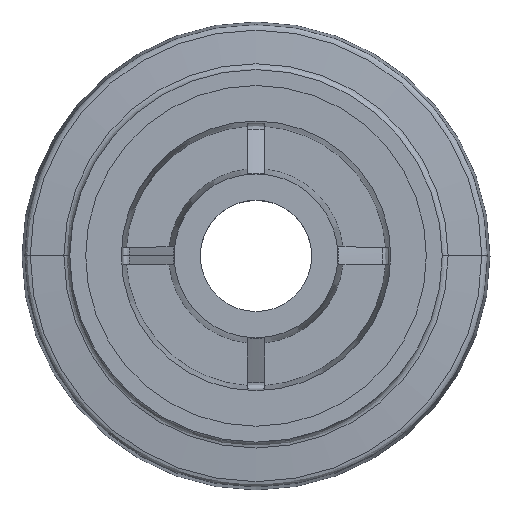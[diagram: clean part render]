
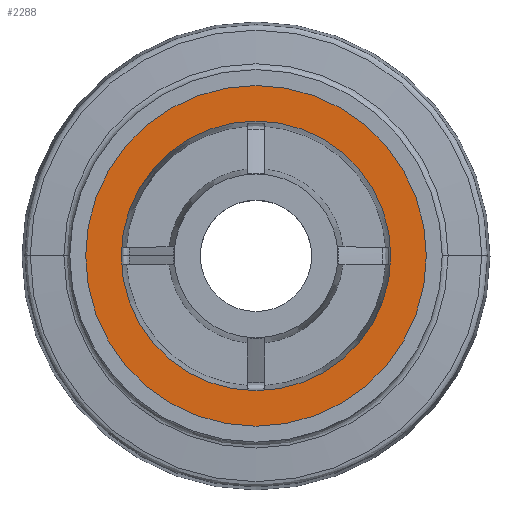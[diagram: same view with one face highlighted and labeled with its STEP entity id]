
A CAD part, top view. The second image highlights one B-rep face of the part: STEP entity #2288.
In plain terms, the highlighted planar face has unit normal (0, 0, 1).
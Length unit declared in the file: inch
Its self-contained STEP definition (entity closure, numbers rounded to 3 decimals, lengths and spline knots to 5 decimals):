
#105 = CARTESIAN_POINT ( 'NONE',  ( 0., 0., 0.75 ) ) ;
#253 = DIRECTION ( 'NONE',  ( 0., 0., 1. ) ) ;
#622 = CIRCLE ( 'NONE', #4516, 1.44 ) ;
#1234 = CARTESIAN_POINT ( 'NONE',  ( 1.44, 0., 0.75 ) ) ;
#1250 = FACE_OUTER_BOUND ( 'NONE', #5156, .T. ) ;
#1490 = CARTESIAN_POINT ( 'NONE',  ( -1.44, 0., 0.75 ) ) ;
#1688 = DIRECTION ( 'NONE',  ( -1., 0., 0. ) ) ;
#1851 = ORIENTED_EDGE ( 'NONE', *, *, #2792, .F. ) ;
#1880 = VERTEX_POINT ( 'NONE', #4491 ) ;
#1988 = CARTESIAN_POINT ( 'NONE',  ( -1.82, 0., 0.75 ) ) ;
#2037 = DIRECTION ( 'NONE',  ( -1., 0., 0. ) ) ;
#2288 = ADVANCED_FACE ( 'NONE', ( #2519, #1250 ), #5633, .F. ) ;
#2519 = FACE_BOUND ( 'NONE', #3913, .T. ) ;
#2675 = DIRECTION ( 'NONE',  ( 0., 0., -1. ) ) ;
#2789 = AXIS2_PLACEMENT_3D ( 'NONE', #3422, #3838, #5589 ) ;
#2792 = EDGE_CURVE ( 'NONE', #4771, #4746, #5168, .T. ) ;
#2867 = ORIENTED_EDGE ( 'NONE', *, *, #4894, .F. ) ;
#3019 = CARTESIAN_POINT ( 'NONE',  ( 0., 1.44, 0.75 ) ) ;
#3359 = DIRECTION ( 'NONE',  ( 1., 0., 0. ) ) ;
#3422 = CARTESIAN_POINT ( 'NONE',  ( 0., 0., 0.75 ) ) ;
#3482 = ORIENTED_EDGE ( 'NONE', *, *, #4692, .F. ) ;
#3546 = DIRECTION ( 'NONE',  ( 0., 0., -1. ) ) ;
#3602 = VERTEX_POINT ( 'NONE', #1988 ) ;
#3816 = AXIS2_PLACEMENT_3D ( 'NONE', #5644, #2675, #1688 ) ;
#3838 = DIRECTION ( 'NONE',  ( 0., 0., 1. ) ) ;
#3913 = EDGE_LOOP ( 'NONE', ( #3482, #1851 ) ) ;
#4002 = AXIS2_PLACEMENT_3D ( 'NONE', #105, #3546, #4455 ) ;
#4167 = CARTESIAN_POINT ( 'NONE',  ( 0., 0., 0.75 ) ) ;
#4455 = DIRECTION ( 'NONE',  ( -1., 0., 0. ) ) ;
#4457 = CIRCLE ( 'NONE', #3816, 1.82 ) ;
#4491 = CARTESIAN_POINT ( 'NONE',  ( 1.82, 0., 0.75 ) ) ;
#4516 = AXIS2_PLACEMENT_3D ( 'NONE', #4167, #253, #3359 ) ;
#4692 = EDGE_CURVE ( 'NONE', #4746, #4771, #622, .T. ) ;
#4746 = VERTEX_POINT ( 'NONE', #1234 ) ;
#4758 = DIRECTION ( 'NONE',  ( 0., 0., -1. ) ) ;
#4762 = AXIS2_PLACEMENT_3D ( 'NONE', #3019, #4758, #2037 ) ;
#4771 = VERTEX_POINT ( 'NONE', #1490 ) ;
#4894 = EDGE_CURVE ( 'NONE', #1880, #3602, #4457, .T. ) ;
#5156 = EDGE_LOOP ( 'NONE', ( #5267, #2867 ) ) ;
#5168 = CIRCLE ( 'NONE', #2789, 1.44 ) ;
#5267 = ORIENTED_EDGE ( 'NONE', *, *, #5472, .F. ) ;
#5472 = EDGE_CURVE ( 'NONE', #3602, #1880, #5494, .T. ) ;
#5494 = CIRCLE ( 'NONE', #4002, 1.82 ) ;
#5589 = DIRECTION ( 'NONE',  ( 1., 0., 0. ) ) ;
#5633 = PLANE ( 'NONE',  #4762 ) ;
#5644 = CARTESIAN_POINT ( 'NONE',  ( 0., 0., 0.75 ) ) ;
